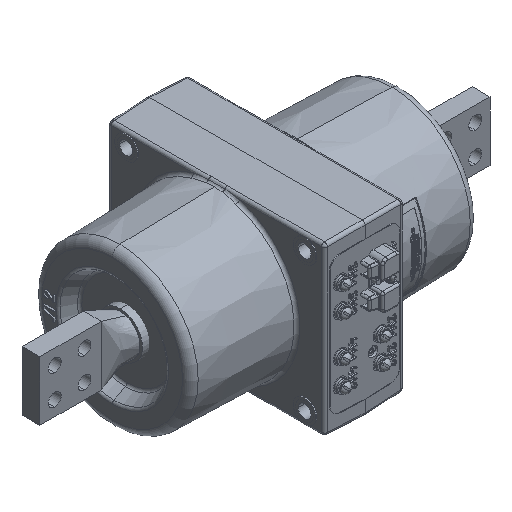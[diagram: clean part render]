
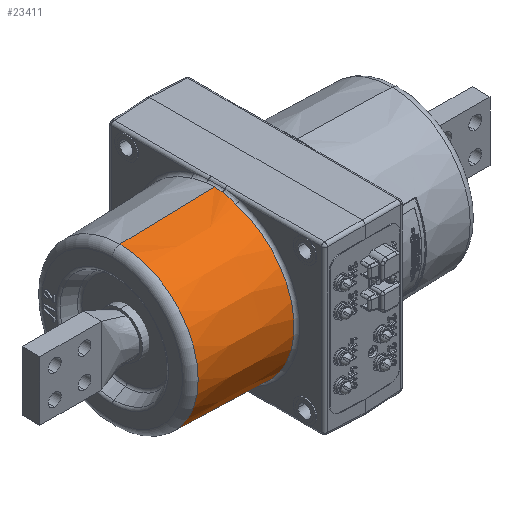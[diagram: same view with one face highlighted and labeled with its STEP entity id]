
A CAD part, isometric view. The second image highlights one B-rep face of the part: STEP entity #23411.
In plain terms, the highlighted conical face has half-angle 1.5 degrees and reference radius 82.5 mm.
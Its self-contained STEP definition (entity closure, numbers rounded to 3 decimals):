
#1769 = VERTEX_POINT ( 'NONE', #58485 ) ;
#1771 = VERTEX_POINT ( 'NONE', #58487 ) ;
#1773 = VERTEX_POINT ( 'NONE', #58489 ) ;
#1775 = VERTEX_POINT ( 'NONE', #58491 ) ;
#4022 = VERTEX_POINT ( 'NONE', #59317 ) ;
#4041 = VERTEX_POINT ( 'NONE', #59336 ) ;
#4042 = VERTEX_POINT ( 'NONE', #59337 ) ;
#4043 = VERTEX_POINT ( 'NONE', #59338 ) ;
#4297 = DIRECTION ( 'NONE',  ( 1., 0., 0. ) ) ;
#4298 = DIRECTION ( 'NONE',  ( 0., 0., -1. ) ) ;
#4300 = CARTESIAN_POINT ( 'NONE',  ( 0., 0., 0. ) ) ;
#5561 = CARTESIAN_POINT ( 'NONE',  ( 0., 0., 82.5 ) ) ;
#5567 = DIRECTION ( 'NONE',  ( 1., 0., 0.026 ) ) ;
#5578 = CARTESIAN_POINT ( 'NONE',  ( 0., 0., -82.5 ) ) ;
#5579 = DIRECTION ( 'NONE',  ( 1., 0., -0.026 ) ) ;
#14232 = VECTOR ( 'NONE', #5567, 1000. ) ;
#14236 = VECTOR ( 'NONE', #5579, 1000. ) ;
#14238 = LINE ( 'NONE', #5561, #14232 ) ;
#14240 = LINE ( 'NONE', #5578, #14236 ) ;
#16138 = CARTESIAN_POINT ( 'NONE',  ( -42.921, 0., 0. ) ) ;
#16144 = DIRECTION ( 'NONE',  ( -1., 0., 0. ) ) ;
#16146 = DIRECTION ( 'NONE',  ( 0., 0., 1. ) ) ;
#16160 = CARTESIAN_POINT ( 'NONE',  ( -137.209, 0., 0. ) ) ;
#16161 = CARTESIAN_POINT ( 'NONE',  ( -42.142, -7.991, -81.003 ) ) ;
#16162 = DIRECTION ( 'NONE',  ( 1., 0., 0. ) ) ;
#16164 = DIRECTION ( 'NONE',  ( 0., 0., 1. ) ) ;
#16167 = CARTESIAN_POINT ( 'NONE',  ( -42.921, -22.686, 78.15 ) ) ;
#16174 = CARTESIAN_POINT ( 'NONE',  ( -42.921, -20.277, 78.849 ) ) ;
#16176 = CARTESIAN_POINT ( 'NONE',  ( -42.794, -17.851, 79.437 ) ) ;
#16178 = CARTESIAN_POINT ( 'NONE',  ( -42.479, -12.954, 80.389 ) ) ;
#16179 = CARTESIAN_POINT ( 'NONE',  ( -42.288, -10.48, 80.754 ) ) ;
#16181 = CARTESIAN_POINT ( 'NONE',  ( -42.142, -7.991, 81.003 ) ) ;
#16184 = CARTESIAN_POINT ( 'NONE',  ( -41.914, 0., -81.402 ) ) ;
#16186 = CARTESIAN_POINT ( 'NONE',  ( -42.288, -10.479, -80.754 ) ) ;
#16187 = CARTESIAN_POINT ( 'NONE',  ( -42.478, -12.946, -80.39 ) ) ;
#16189 = CARTESIAN_POINT ( 'NONE',  ( -42.794, -17.843, -79.438 ) ) ;
#16191 = CARTESIAN_POINT ( 'NONE',  ( -42.921, -20.279, -78.849 ) ) ;
#16193 = CARTESIAN_POINT ( 'NONE',  ( -42.921, -22.686, -78.15 ) ) ;
#16195 = CARTESIAN_POINT ( 'NONE',  ( -42.142, -7.991, 81.003 ) ) ;
#16197 = CARTESIAN_POINT ( 'NONE',  ( -41.914, -2.664, -81.402 ) ) ;
#16199 = CARTESIAN_POINT ( 'NONE',  ( -41.986, -5.337, -81.269 ) ) ;
#16201 = CARTESIAN_POINT ( 'NONE',  ( -42.142, -7.991, -81.003 ) ) ;
#16205 = CARTESIAN_POINT ( 'NONE',  ( -41.985, -5.332, 81.27 ) ) ;
#16207 = CARTESIAN_POINT ( 'NONE',  ( -41.914, -2.668, 81.402 ) ) ;
#16209 = CARTESIAN_POINT ( 'NONE',  ( -41.914, 0., 81.402 ) ) ;
#23411 = ADVANCED_FACE ( 'NONE', ( #61604 ), #61611, .T. ) ;
#33924 = EDGE_CURVE ( 'NONE', #1771, #1773, #43712, .T. ) ;
#33927 = EDGE_CURVE ( 'NONE', #4042, #4041, #43718, .T. ) ;
#33929 = EDGE_CURVE ( 'NONE', #1773, #1775, #43717, .T. ) ;
#33930 = EDGE_CURVE ( 'NONE', #1769, #1771, #43719, .T. ) ;
#33931 = EDGE_CURVE ( 'NONE', #4022, #1769, #43722, .T. ) ;
#33932 = EDGE_CURVE ( 'NONE', #1775, #4043, #43724, .T. ) ;
#35301 = AXIS2_PLACEMENT_3D ( 'NONE', #4300, #4297, #4298 ) ;
#43712 = CIRCLE ( 'NONE', #49243, 81.376 ) ;
#43717 = B_SPLINE_CURVE_WITH_KNOTS ( 'NONE', 3,
 ( #16167, #16174, #16176, #16178, #16179, #16181 ),
 .UNSPECIFIED., .F., .F.,
 ( 4, 2, 4 ),
 ( 0., 0.007, 0.015 ),
 .UNSPECIFIED. ) ;
#43718 = CIRCLE ( 'NONE', #49237, 78.907 ) ;
#43719 = B_SPLINE_CURVE_WITH_KNOTS ( 'NONE', 3,
 ( #16161, #16186, #16187, #16189, #16191, #16193 ),
 .UNSPECIFIED., .F., .F.,
 ( 4, 2, 4 ),
 ( 0., 0.007, 0.015 ),
 .UNSPECIFIED. ) ;
#43722 = B_SPLINE_CURVE_WITH_KNOTS ( 'NONE', 3,
 ( #16184, #16197, #16199, #16201 ),
 .UNSPECIFIED., .F., .F.,
 ( 4, 4 ),
 ( 0.008, 0.016 ),
 .UNSPECIFIED. ) ;
#43724 = B_SPLINE_CURVE_WITH_KNOTS ( 'NONE', 3,
 ( #16195, #16205, #16207, #16209 ),
 .UNSPECIFIED., .F., .F.,
 ( 4, 4 ),
 ( 0., 0.008 ),
 .UNSPECIFIED. ) ;
#46291 = EDGE_CURVE ( 'NONE', #4042, #4043, #14238, .T. ) ;
#46298 = EDGE_CURVE ( 'NONE', #4041, #4022, #14240, .T. ) ;
#49237 = AXIS2_PLACEMENT_3D ( 'NONE', #16160, #16162, #16164 ) ;
#49243 = AXIS2_PLACEMENT_3D ( 'NONE', #16138, #16144, #16146 ) ;
#54658 = ORIENTED_EDGE ( 'NONE', *, *, #46291, .F. ) ;
#54660 = ORIENTED_EDGE ( 'NONE', *, *, #33927, .T. ) ;
#54662 = ORIENTED_EDGE ( 'NONE', *, *, #46298, .T. ) ;
#54664 = ORIENTED_EDGE ( 'NONE', *, *, #33931, .T. ) ;
#54666 = ORIENTED_EDGE ( 'NONE', *, *, #33930, .T. ) ;
#54668 = ORIENTED_EDGE ( 'NONE', *, *, #33924, .T. ) ;
#54669 = ORIENTED_EDGE ( 'NONE', *, *, #33929, .T. ) ;
#54671 = ORIENTED_EDGE ( 'NONE', *, *, #33932, .T. ) ;
#58485 = CARTESIAN_POINT ( 'NONE',  ( -42.142, -7.991, -81.003 ) ) ;
#58487 = CARTESIAN_POINT ( 'NONE',  ( -42.921, -22.686, -78.15 ) ) ;
#58489 = CARTESIAN_POINT ( 'NONE',  ( -42.921, -22.686, 78.15 ) ) ;
#58491 = CARTESIAN_POINT ( 'NONE',  ( -42.142, -7.991, 81.003 ) ) ;
#59317 = CARTESIAN_POINT ( 'NONE',  ( -41.914, 0., -81.402 ) ) ;
#59336 = CARTESIAN_POINT ( 'NONE',  ( -137.209, 0., -78.907 ) ) ;
#59337 = CARTESIAN_POINT ( 'NONE',  ( -137.209, 0., 78.907 ) ) ;
#59338 = CARTESIAN_POINT ( 'NONE',  ( -41.914, 0., 81.402 ) ) ;
#61278 = EDGE_LOOP ( 'NONE', ( #54658, #54660, #54662, #54664, #54666, #54668, #54669, #54671 ) ) ;
#61604 = FACE_OUTER_BOUND ( 'NONE', #61278, .T. ) ;
#61611 = CONICAL_SURFACE ( 'NONE', #35301, 82.5, 0.026 ) ;
